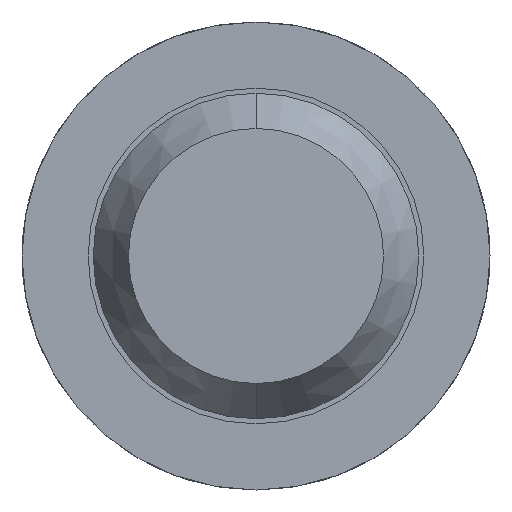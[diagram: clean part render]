
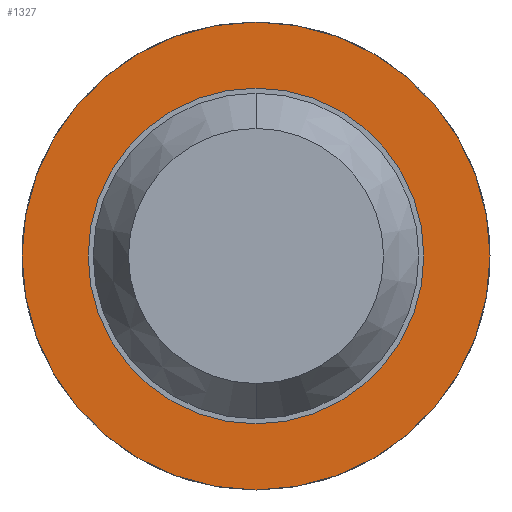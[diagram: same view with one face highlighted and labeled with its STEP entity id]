
A CAD part, front view. The second image highlights one B-rep face of the part: STEP entity #1327.
In plain terms, the highlighted planar face has unit normal (0, -1, 0).
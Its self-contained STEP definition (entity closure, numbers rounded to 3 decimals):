
#135 = FACE_OUTER_BOUND ( 'NONE', #1175, .T. ) ;
#161 = CARTESIAN_POINT ( 'NONE',  ( 0., -1.7, -1.15 ) ) ;
#182 = DIRECTION ( 'NONE',  ( 0., 1., 0. ) ) ;
#229 = VERTEX_POINT ( 'NONE', #1254 ) ;
#252 = DIRECTION ( 'NONE',  ( 0., 1., 0. ) ) ;
#396 = CIRCLE ( 'NONE', #2164, 0.825 ) ;
#445 = VERTEX_POINT ( 'NONE', #161 ) ;
#540 = CARTESIAN_POINT ( 'NONE',  ( 0., -1.7, 0. ) ) ;
#611 = VERTEX_POINT ( 'NONE', #3869 ) ;
#757 = ORIENTED_EDGE ( 'NONE', *, *, #3047, .T. ) ;
#775 = ORIENTED_EDGE ( 'NONE', *, *, #2401, .F. ) ;
#783 = DIRECTION ( 'NONE',  ( 0., 0., 1. ) ) ;
#839 = CIRCLE ( 'NONE', #883, 1.15 ) ;
#883 = AXIS2_PLACEMENT_3D ( 'NONE', #3912, #182, #2348 ) ;
#986 = CIRCLE ( 'NONE', #1016, 0.825 ) ;
#1016 = AXIS2_PLACEMENT_3D ( 'NONE', #1619, #3212, #3245 ) ;
#1175 = EDGE_LOOP ( 'NONE', ( #775, #1375 ) ) ;
#1254 = CARTESIAN_POINT ( 'NONE',  ( 0., -1.7, 1.15 ) ) ;
#1327 = ADVANCED_FACE ( 'Defeature ausgef�hrt1_7', ( #135, #2073 ), #1413, .F. ) ;
#1348 = EDGE_LOOP ( 'NONE', ( #2540, #757 ) ) ;
#1371 = CIRCLE ( 'NONE', #2503, 1.15 ) ;
#1375 = ORIENTED_EDGE ( 'NONE', *, *, #3116, .F. ) ;
#1413 = PLANE ( 'NONE',  #3824 ) ;
#1458 = CARTESIAN_POINT ( 'NONE',  ( 0.825, -1.7, 0. ) ) ;
#1619 = CARTESIAN_POINT ( 'NONE',  ( 0., -1.7, 0. ) ) ;
#1638 = EDGE_CURVE ( 'Defeature ausgef�hrt1_7+Defeature ausgef�hrt1_6+Defeature ausgef�hrt1_6+Defeature ausgef�hrt1_6', #611, #2893, #986, .T. ) ;
#1795 = DIRECTION ( 'NONE',  ( 0., 0., 1. ) ) ;
#1986 = DIRECTION ( 'NONE',  ( 0., 1., 0. ) ) ;
#2073 = FACE_BOUND ( 'NONE', #1348, .T. ) ;
#2097 = DIRECTION ( 'NONE',  ( 0., 0., 1. ) ) ;
#2164 = AXIS2_PLACEMENT_3D ( 'NONE', #3594, #1986, #783 ) ;
#2348 = DIRECTION ( 'NONE',  ( 0., 0., 1. ) ) ;
#2401 = EDGE_CURVE ( 'Defeature ausgef�hrt1_0+Defeature ausgef�hrt1_7+Defeature ausgef�hrt1_7+Defeature ausgef�hrt1_7', #229, #445, #1371, .T. ) ;
#2503 = AXIS2_PLACEMENT_3D ( 'NONE', #540, #252, #1795 ) ;
#2540 = ORIENTED_EDGE ( 'NONE', *, *, #1638, .T. ) ;
#2893 = VERTEX_POINT ( 'NONE', #3634 ) ;
#3047 = EDGE_CURVE ( 'Defeature ausgef�hrt1_7+Defeature ausgef�hrt1_6+Defeature ausgef�hrt1_6+Defeature ausgef�hrt1_6', #2893, #611, #396, .T. ) ;
#3116 = EDGE_CURVE ( 'Defeature ausgef�hrt1_0+Defeature ausgef�hrt1_7+Defeature ausgef�hrt1_7+Defeature ausgef�hrt1_7', #445, #229, #839, .T. ) ;
#3212 = DIRECTION ( 'NONE',  ( 0., 1., 0. ) ) ;
#3245 = DIRECTION ( 'NONE',  ( 0., 0., 1. ) ) ;
#3349 = DIRECTION ( 'NONE',  ( 0., 1., 0. ) ) ;
#3594 = CARTESIAN_POINT ( 'NONE',  ( 0., -1.7, 0. ) ) ;
#3634 = CARTESIAN_POINT ( 'NONE',  ( 0., -1.7, -0.825 ) ) ;
#3824 = AXIS2_PLACEMENT_3D ( 'NONE', #1458, #3349, #2097 ) ;
#3869 = CARTESIAN_POINT ( 'NONE',  ( 0., -1.7, 0.825 ) ) ;
#3912 = CARTESIAN_POINT ( 'NONE',  ( 0., -1.7, 0. ) ) ;
